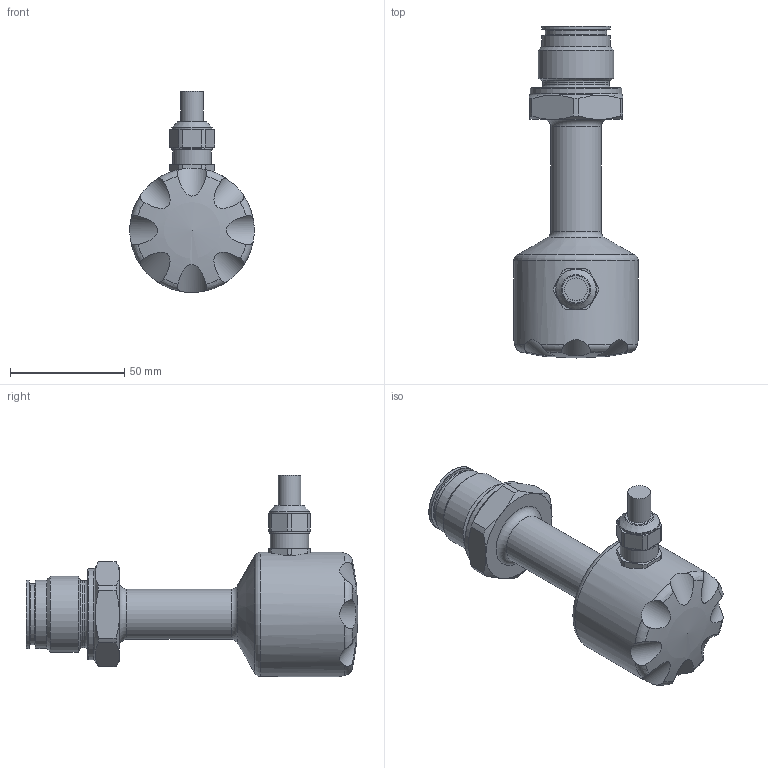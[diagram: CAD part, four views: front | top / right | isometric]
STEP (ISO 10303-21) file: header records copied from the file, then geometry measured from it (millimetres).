
FILE_DESCRIPTION( ( 'Druckaufnehmer G1" cone als STP an ' ), '1' );
FILE_NAME( 'PBMx_xxxxxxxx5443xxx.stp', '8.4.2011', ( 'Daniel Bosshard' ), ( 'Baumer electric AG, Process Instrumentation, CH8501 Frauenfeld' ), 'PSStep 14.0', 'Solid Edge ST3', ' ' );
FILE_SCHEMA( ( 'AUTOMOTIVE_DESIGN { 1 0 10303 214 1 1 1 1 }' ) );
Length unit declared in the file: millimetre
Products named in the file (1): 11079348
Bounding box: 54.5 x 145.4 x 88.05 mm (x, y, z)
Volume: 174554.6 mm3; surface area: 24035 mm2
Topology: 1 solids, 1 shells, 115 faces, 284 edges, 182 vertices
Faces by surface type: cylinder 43, plane 31, torus 25, cone 15, sphere 1
Full cylindrical faces by diameter (mm): 10 x1, 12 x1, 16.79 x1, 17.8 x2, 22 x1, 26.8 x1, 29.2 x1, 30 x2, 33.2 x1, 33.249 x1, 38.2 x1, 40 x1, 54.5 x1
Entity records: 4788 total; most frequent: CARTESIAN_POINT 1422, DIRECTION 506, ORIENTED_EDGE 456, EDGE_CURVE 228, AXIS2_PLACEMENT_3D 226, EDGE_LOOP 166, VERTEX_POINT 166, FACE_OUTER_BOUND 147
